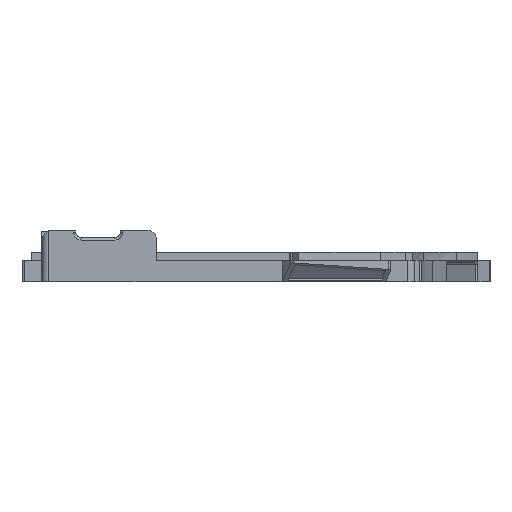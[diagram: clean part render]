
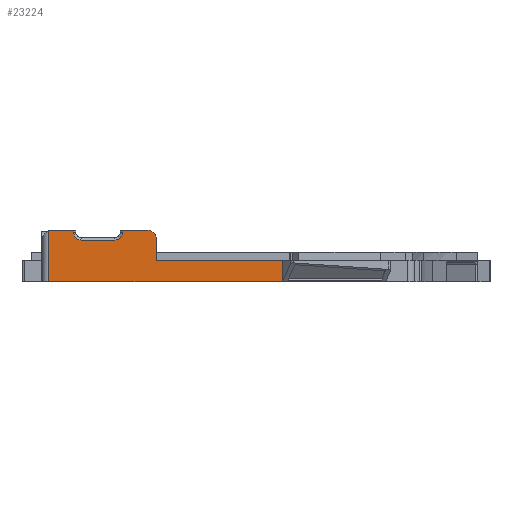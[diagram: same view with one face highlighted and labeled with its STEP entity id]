
A CAD part, left-side view. The second image highlights one B-rep face of the part: STEP entity #23224.
In plain terms, the highlighted planar face has unit normal (-1, 0, 0).
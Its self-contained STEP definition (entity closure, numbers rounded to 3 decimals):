
#1425=CIRCLE('',#24089,1.7);
#1427=CIRCLE('',#24092,1.7);
#1443=CIRCLE('',#24151,1.8);
#2229=PLANE('',#24404);
#3421=FACE_OUTER_BOUND('',#4764,.T.);
#4764=EDGE_LOOP('',(#21467,#21468,#21469,#21470,#21471,#21472,#21473,#21474,
#21475,#21476,#21477,#21478,#21479,#21480));
#5042=LINE('',#30627,#7226);
#5862=LINE('',#35709,#8046);
#5883=LINE('',#35774,#8067);
#6372=LINE('',#38737,#8556);
#6379=LINE('',#38758,#8563);
#6381=LINE('',#38763,#8565);
#6387=LINE('',#38777,#8571);
#6439=LINE('',#38904,#8623);
#6450=LINE('',#38930,#8634);
#6960=LINE('',#41934,#9144);
#6961=LINE('',#41936,#9145);
#7226=VECTOR('',#24749,10.);
#8046=VECTOR('',#26201,10.);
#8067=VECTOR('',#26236,10.);
#8556=VECTOR('',#27469,10.);
#8563=VECTOR('',#27490,10.);
#8565=VECTOR('',#27494,10.);
#8571=VECTOR('',#27508,10.);
#8623=VECTOR('',#27638,10.);
#8634=VECTOR('',#27667,10.);
#9144=VECTOR('',#28689,10.);
#9145=VECTOR('',#28692,10.);
#9619=VERTEX_POINT('',#30624);
#9620=VERTEX_POINT('',#30626);
#10768=VERTEX_POINT('',#35706);
#10769=VERTEX_POINT('',#35708);
#11597=VERTEX_POINT('',#38734);
#11598=VERTEX_POINT('',#38736);
#11600=VERTEX_POINT('',#38742);
#11603=VERTEX_POINT('',#38749);
#11604=VERTEX_POINT('',#38754);
#11607=VERTEX_POINT('',#38761);
#11611=VERTEX_POINT('',#38776);
#11647=VERTEX_POINT('',#38902);
#11653=VERTEX_POINT('',#38928);
#11655=VERTEX_POINT('',#38938);
#11996=EDGE_CURVE('',#9619,#9620,#5042,.T.);
#13391=EDGE_CURVE('',#10768,#10769,#5862,.T.);
#13421=EDGE_CURVE('',#10769,#9619,#5883,.T.);
#14373=EDGE_CURVE('',#11597,#11598,#6372,.T.);
#14376=EDGE_CURVE('',#11598,#11600,#1425,.T.);
#14380=EDGE_CURVE('',#11603,#11597,#1427,.T.);
#14384=EDGE_CURVE('',#11600,#11604,#6379,.T.);
#14386=EDGE_CURVE('',#11607,#11603,#6381,.T.);
#14393=EDGE_CURVE('',#11604,#11611,#6387,.T.);
#14457=EDGE_CURVE('',#11647,#11607,#6439,.T.);
#14470=EDGE_CURVE('',#11647,#11653,#6450,.T.);
#14475=EDGE_CURVE('',#11655,#11611,#1443,.T.);
#14985=EDGE_CURVE('',#11653,#9620,#6960,.T.);
#14986=EDGE_CURVE('',#11655,#10768,#6961,.T.);
#21467=ORIENTED_EDGE('',*,*,#14985,.T.);
#21468=ORIENTED_EDGE('',*,*,#11996,.F.);
#21469=ORIENTED_EDGE('',*,*,#13421,.F.);
#21470=ORIENTED_EDGE('',*,*,#13391,.F.);
#21471=ORIENTED_EDGE('',*,*,#14986,.F.);
#21472=ORIENTED_EDGE('',*,*,#14475,.T.);
#21473=ORIENTED_EDGE('',*,*,#14393,.F.);
#21474=ORIENTED_EDGE('',*,*,#14384,.F.);
#21475=ORIENTED_EDGE('',*,*,#14376,.F.);
#21476=ORIENTED_EDGE('',*,*,#14373,.F.);
#21477=ORIENTED_EDGE('',*,*,#14380,.F.);
#21478=ORIENTED_EDGE('',*,*,#14386,.F.);
#21479=ORIENTED_EDGE('',*,*,#14457,.F.);
#21480=ORIENTED_EDGE('',*,*,#14470,.T.);
#23224=ADVANCED_FACE('',(#3421),#2229,.T.);
#24089=AXIS2_PLACEMENT_3D('',#38743,#27474,#27475);
#24092=AXIS2_PLACEMENT_3D('',#38751,#27482,#27483);
#24151=AXIS2_PLACEMENT_3D('',#38939,#27677,#27678);
#24404=AXIS2_PLACEMENT_3D('',#41935,#28690,#28691);
#24749=DIRECTION('',(0.,1.,0.));
#26201=DIRECTION('',(0.,-1.,0.));
#26236=DIRECTION('',(0.,0.,-1.));
#27469=DIRECTION('',(0.,-1.,0.));
#27474=DIRECTION('center_axis',(-1.,0.,0.));
#27475=DIRECTION('ref_axis',(0.,0.,-1.));
#27482=DIRECTION('center_axis',(-1.,0.,0.));
#27483=DIRECTION('ref_axis',(0.,1.,0.));
#27490=DIRECTION('',(0.,0.,1.));
#27494=DIRECTION('',(0.,0.,-1.));
#27508=DIRECTION('',(0.,-1.,0.));
#27638=DIRECTION('',(0.,-1.,0.));
#27667=DIRECTION('',(0.,0.826,-0.563));
#27677=DIRECTION('center_axis',(-1.,0.,0.));
#27678=DIRECTION('ref_axis',(0.,-1.,0.));
#28689=DIRECTION('',(0.,0.,-1.));
#28690=DIRECTION('center_axis',(-1.,0.,0.));
#28691=DIRECTION('ref_axis',(0.,1.,0.));
#28692=DIRECTION('',(0.,0.,-1.));
#30624=CARTESIAN_POINT('',(28.638,-98.604,-6.7));
#30626=CARTESIAN_POINT('',(28.638,-49.155,-6.7));
#30627=CARTESIAN_POINT('',(28.638,-49.155,-6.7));
#35706=CARTESIAN_POINT('',(28.638,-71.9,-2.2));
#35708=CARTESIAN_POINT('',(28.638,-98.604,-2.2));
#35709=CARTESIAN_POINT('',(28.638,-49.155,-2.2));
#35774=CARTESIAN_POINT('',(28.638,-98.604,-2.2));
#38734=CARTESIAN_POINT('',(28.638,-56.1,2.11));
#38736=CARTESIAN_POINT('',(28.638,-63.1,2.11));
#38737=CARTESIAN_POINT('',(28.638,-55.378,2.11));
#38742=CARTESIAN_POINT('',(28.638,-64.8,3.81));
#38743=CARTESIAN_POINT('Origin',(28.638,-63.1,3.81));
#38749=CARTESIAN_POINT('',(28.638,-54.4,3.81));
#38751=CARTESIAN_POINT('Origin',(28.638,-56.1,3.81));
#38754=CARTESIAN_POINT('',(28.638,-64.8,4.195));
#38758=CARTESIAN_POINT('',(28.638,-64.8,2.24));
#38761=CARTESIAN_POINT('',(28.638,-54.4,4.195));
#38763=CARTESIAN_POINT('',(28.638,-54.4,1.655));
#38776=CARTESIAN_POINT('',(28.638,-70.1,4.195));
#38777=CARTESIAN_POINT('',(28.638,-49.155,4.195));
#38902=CARTESIAN_POINT('',(28.638,-49.269,4.195));
#38904=CARTESIAN_POINT('',(28.638,-49.155,4.195));
#38928=CARTESIAN_POINT('',(28.638,-49.155,4.117));
#38930=CARTESIAN_POINT('',(28.638,-47.969,3.309));
#38938=CARTESIAN_POINT('',(28.638,-71.9,2.395));
#38939=CARTESIAN_POINT('Origin',(28.638,-70.1,2.395));
#41934=CARTESIAN_POINT('',(28.638,-49.155,-2.2));
#41935=CARTESIAN_POINT('Origin',(28.638,-71.9,-2.));
#41936=CARTESIAN_POINT('',(28.638,-71.9,-2.));
